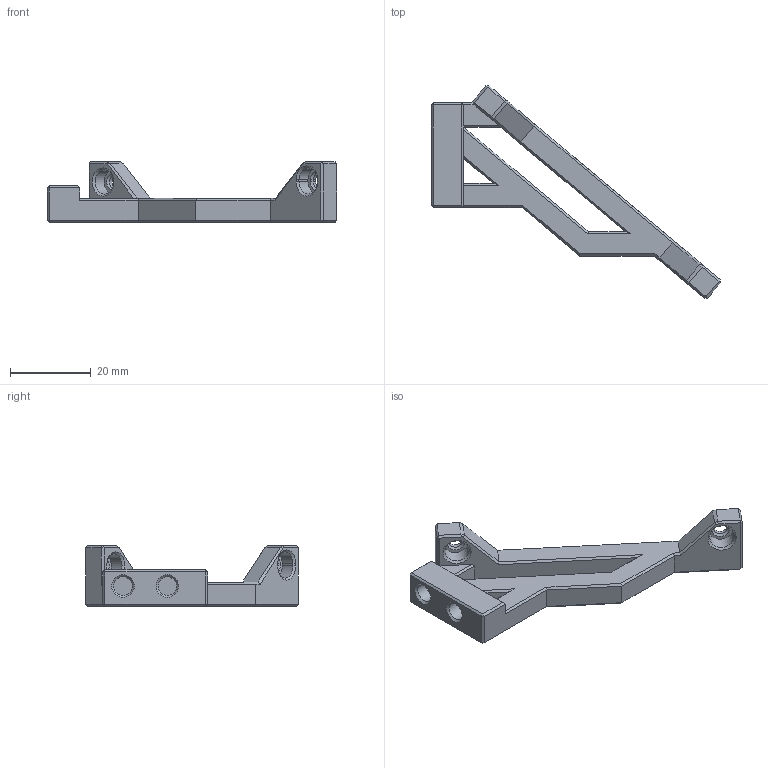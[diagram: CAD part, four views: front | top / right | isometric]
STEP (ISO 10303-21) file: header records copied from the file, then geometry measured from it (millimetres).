
FILE_DESCRIPTION(/* description */ (''),/* implementation_level */ '2;1');
FILE_NAME(/* name */ 'BTT HDMI 5 V.1.2 Prusawire Mount_.step',/* time_stamp */ '2025-08-06T18:14:28-04:00',/* author */ (''),/* organization */ (''),/* preprocessor_version */ 'ST-DEVELOPER v20.1',/* originating_system */ 'Autodesk Translation Framework v14.10.0.0',/* authorisation */ '');
FILE_SCHEMA (('AUTOMOTIVE_DESIGN { 1 0 10303 214 3 1 1 }'));
Length unit declared in the file: millimetre
Products named in the file (1): BTT HDMI 5 Voron Mount (Prusawire Mount Remix)
Bounding box: 71.75 x 52.81 x 15 mm (x, y, z)
Volume: 7670.2 mm3; surface area: 4958.7 mm2
Topology: 1 solids, 1 shells, 124 faces, 270 edges, 150 vertices
Faces by surface type: plane 105, cone 11, cylinder 8
Full cylindrical faces by diameter (mm): 3.4 x1, 4.6 x2, 6 x1
Entity records: 3270 total; most frequent: DIRECTION 547, CARTESIAN_POINT 545, ORIENTED_EDGE 540, EDGE_CURVE 270, LINE 243, VECTOR 243, AXIS2_PLACEMENT_3D 152, VERTEX_POINT 150
